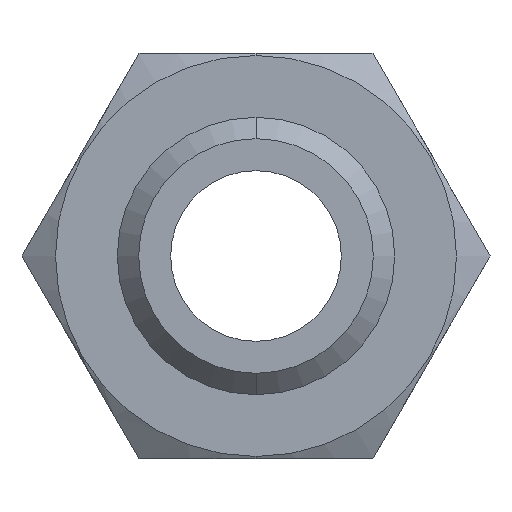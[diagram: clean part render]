
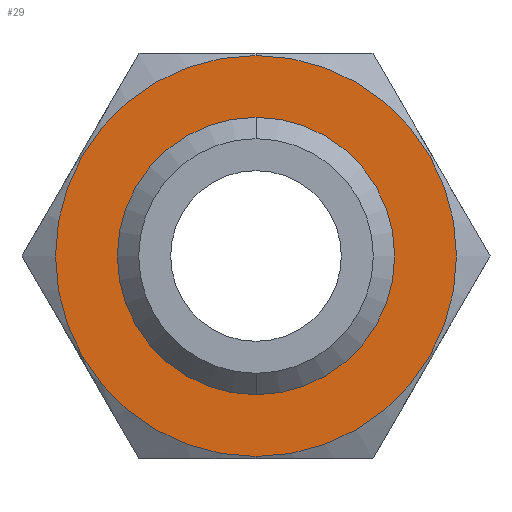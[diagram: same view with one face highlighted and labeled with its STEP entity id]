
A CAD part, front view. The second image highlights one B-rep face of the part: STEP entity #29.
In plain terms, the highlighted planar face has unit normal (0, -1, 0).
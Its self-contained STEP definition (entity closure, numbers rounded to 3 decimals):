
#29 = ADVANCED_FACE ( 'NONE', ( #1213, #1214 ), #626, .T. ) ;
#44 = DIRECTION ( 'NONE',  ( 0., -1., 0. ) ) ;
#48 = CARTESIAN_POINT ( 'NONE',  ( 0., 10., 0. ) ) ;
#263 = CARTESIAN_POINT ( 'NONE',  ( 0., 10., 6.5 ) ) ;
#264 = CARTESIAN_POINT ( 'NONE',  ( 0., 10., -6.5 ) ) ;
#265 = CARTESIAN_POINT ( 'NONE',  ( 0., 10., -9.4 ) ) ;
#266 = CARTESIAN_POINT ( 'NONE',  ( 0., 10., 9.4 ) ) ;
#293 = DIRECTION ( 'NONE',  ( 0., 0., -1. ) ) ;
#294 = DIRECTION ( 'NONE',  ( 0., -1., 0. ) ) ;
#296 = CARTESIAN_POINT ( 'NONE',  ( 0., 10., 0. ) ) ;
#401 = EDGE_CURVE ( 'NONE', #1003, #1002, #863, .T. ) ;
#402 = EDGE_CURVE ( 'NONE', #1000, #1001, #860, .T. ) ;
#466 = DIRECTION ( 'NONE',  ( 0., 0., -1. ) ) ;
#467 = DIRECTION ( 'NONE',  ( 0., -1., 0. ) ) ;
#468 = CARTESIAN_POINT ( 'NONE',  ( 0., 10., 0. ) ) ;
#469 = DIRECTION ( 'NONE',  ( 0., 0., -1. ) ) ;
#623 = DIRECTION ( 'NONE',  ( 0., 0., -1. ) ) ;
#624 = DIRECTION ( 'NONE',  ( 0., -1., 0. ) ) ;
#625 = CARTESIAN_POINT ( 'NONE',  ( 9.4, 10., 0. ) ) ;
#626 = PLANE ( 'NONE',  #894 ) ;
#684 = EDGE_LOOP ( 'NONE', ( #1168, #1169 ) ) ;
#685 = EDGE_LOOP ( 'NONE', ( #1171, #1170 ) ) ;
#689 = DIRECTION ( 'NONE',  ( 0., 0., -1. ) ) ;
#690 = DIRECTION ( 'NONE',  ( 0., -1., 0. ) ) ;
#691 = CARTESIAN_POINT ( 'NONE',  ( 0., 10., 0. ) ) ;
#740 = EDGE_CURVE ( 'NONE', #1002, #1003, #814, .T. ) ;
#743 = EDGE_CURVE ( 'NONE', #1001, #1000, #785, .T. ) ;
#777 = AXIS2_PLACEMENT_3D ( 'NONE', #296, #294, #293 ) ;
#785 = CIRCLE ( 'NONE', #777, 9.4 ) ;
#786 = AXIS2_PLACEMENT_3D ( 'NONE', #691, #690, #689 ) ;
#814 = CIRCLE ( 'NONE', #786, 6.5 ) ;
#858 = AXIS2_PLACEMENT_3D ( 'NONE', #468, #467, #466 ) ;
#860 = CIRCLE ( 'NONE', #858, 9.4 ) ;
#861 = AXIS2_PLACEMENT_3D ( 'NONE', #48, #44, #469 ) ;
#863 = CIRCLE ( 'NONE', #861, 6.5 ) ;
#894 = AXIS2_PLACEMENT_3D ( 'NONE', #625, #624, #623 ) ;
#1000 = VERTEX_POINT ( 'NONE', #266 ) ;
#1001 = VERTEX_POINT ( 'NONE', #265 ) ;
#1002 = VERTEX_POINT ( 'NONE', #264 ) ;
#1003 = VERTEX_POINT ( 'NONE', #263 ) ;
#1168 = ORIENTED_EDGE ( 'NONE', *, *, #743, .T. ) ;
#1169 = ORIENTED_EDGE ( 'NONE', *, *, #402, .T. ) ;
#1170 = ORIENTED_EDGE ( 'NONE', *, *, #401, .F. ) ;
#1171 = ORIENTED_EDGE ( 'NONE', *, *, #740, .F. ) ;
#1213 = FACE_OUTER_BOUND ( 'NONE', #684, .T. ) ;
#1214 = FACE_BOUND ( 'NONE', #685, .T. ) ;
